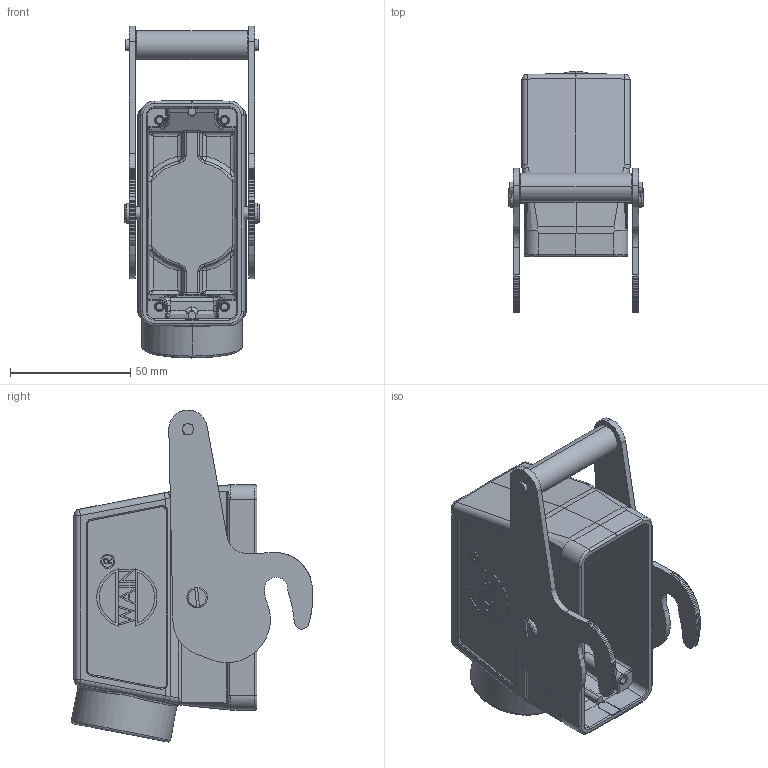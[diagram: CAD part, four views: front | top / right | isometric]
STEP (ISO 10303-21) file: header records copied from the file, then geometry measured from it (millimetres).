
FILE_DESCRIPTION((''),'2;1');
FILE_NAME('3D_1110165555004_H16B-SEH-1L_C-','2020-09-29T',('lian.chen'),(''),'PRO/ENGINEER BY PARAMETRIC TECHNOLOGY CORPORATION, 2012480','PRO/ENGINEER BY PARAMETRIC TECHNOLOGY CORPORATION, 2012480','');
FILE_SCHEMA(('AUTOMOTIVE_DESIGN { 1 0 10303 214 1 1 1 1 }'));
Length unit declared in the file: millimetre
Products named in the file (1): 3D_1110165555004_H16B-SEH-1L_C-
Bounding box: 55.8 x 100.39 x 138 mm (x, y, z)
Volume: 111883.2 mm3; surface area: 62336.4 mm2
Topology: 1 solids, 1 shells, 864 faces, 2214 edges, 1378 vertices
Faces by surface type: cylinder 332, plane 291, bspline 129, torus 54, cone 40, extrusion 10, sphere 8
Entity records: 34465 total; most frequent: CARTESIAN_POINT 14238, ORIENTED_EDGE 4384, DIRECTION 3993, EDGE_CURVE 2192, AXIS2_PLACEMENT_3D 1485, VERTEX_POINT 1378, VECTOR 1023, LINE 1013
